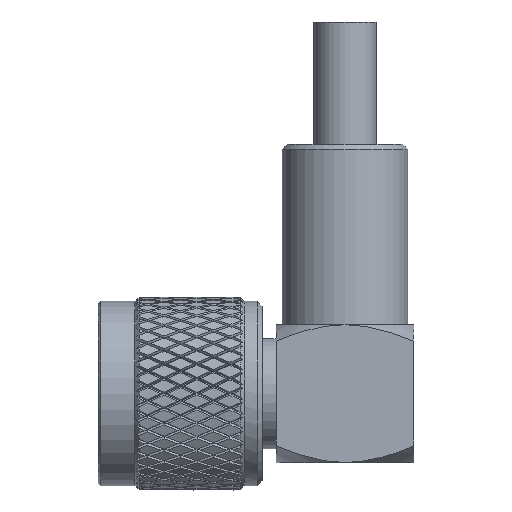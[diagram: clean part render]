
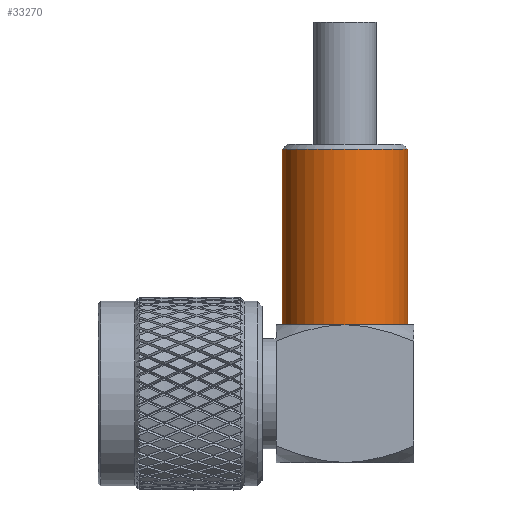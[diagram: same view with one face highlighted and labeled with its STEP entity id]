
A CAD part, front view. The second image highlights one B-rep face of the part: STEP entity #33270.
In plain terms, the highlighted cylindrical face has radius 6.5 mm (diameter 13 mm), a full revolution.
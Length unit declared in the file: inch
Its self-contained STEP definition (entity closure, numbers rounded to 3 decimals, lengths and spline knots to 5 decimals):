
#846 = DIRECTION ( 'NONE',  ( -1., 0., 0. ) ) ;
#5189 = AXIS2_PLACEMENT_3D ( 'NONE', #15739, #20383, #59029 ) ;
#5285 = EDGE_CURVE ( 'NONE', #27866, #27866, #35692, .T. ) ;
#5456 = EDGE_CURVE ( 'NONE', #56590, #56590, #38682, .T. ) ;
#7331 = CARTESIAN_POINT ( 'NONE',  ( 1.0085, 0., 0.2815 ) ) ;
#10969 = EDGE_LOOP ( 'NONE', ( #51854 ) ) ;
#13196 = FACE_OUTER_BOUND ( 'NONE', #29080, .T. ) ;
#15404 = CARTESIAN_POINT ( 'NONE',  ( 1.0085, 0., 0.99767 ) ) ;
#15739 = CARTESIAN_POINT ( 'NONE',  ( 1.0085, 0., 3.67066 ) ) ;
#19010 = CARTESIAN_POINT ( 'NONE',  ( 0.75259, 0., 0.99767 ) ) ;
#20383 = DIRECTION ( 'NONE',  ( 0., 0., -1. ) ) ;
#21101 = DIRECTION ( 'NONE',  ( 0., 0., 1. ) ) ;
#26693 = AXIS2_PLACEMENT_3D ( 'NONE', #7331, #21101, #59738 ) ;
#27866 = VERTEX_POINT ( 'NONE', #19010 ) ;
#29080 = EDGE_LOOP ( 'NONE', ( #61881 ) ) ;
#33270 = ADVANCED_FACE ( 'NONE', ( #13196, #41896 ), #57798, .T. ) ;
#35027 = DIRECTION ( 'NONE',  ( 0., 0., -1. ) ) ;
#35692 = CIRCLE ( 'NONE', #59910, 0.25591 ) ;
#38682 = CIRCLE ( 'NONE', #26693, 0.25591 ) ;
#41896 = FACE_OUTER_BOUND ( 'NONE', #10969, .T. ) ;
#51854 = ORIENTED_EDGE ( 'NONE', *, *, #5285, .T. ) ;
#56590 = VERTEX_POINT ( 'NONE', #57243 ) ;
#57243 = CARTESIAN_POINT ( 'NONE',  ( 0.75259, 0., 0.2815 ) ) ;
#57798 = CYLINDRICAL_SURFACE ( 'NONE', #5189, 0.25591 ) ;
#59029 = DIRECTION ( 'NONE',  ( -1., 0., 0. ) ) ;
#59738 = DIRECTION ( 'NONE',  ( -1., 0., 0. ) ) ;
#59910 = AXIS2_PLACEMENT_3D ( 'NONE', #15404, #35027, #846 ) ;
#61881 = ORIENTED_EDGE ( 'NONE', *, *, #5456, .T. ) ;
